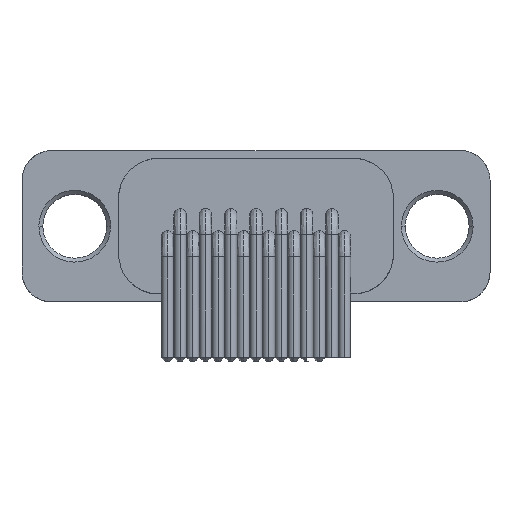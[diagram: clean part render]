
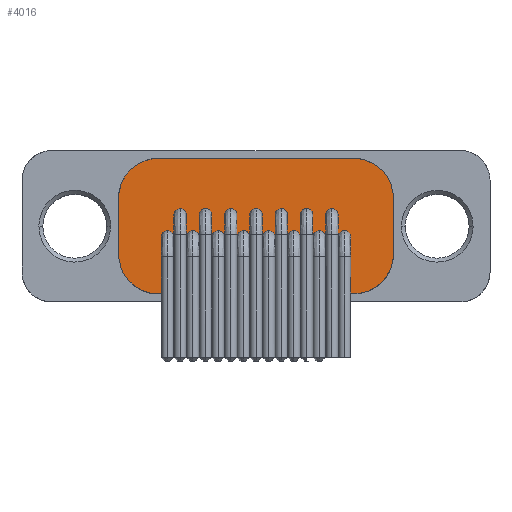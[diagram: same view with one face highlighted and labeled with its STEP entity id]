
A CAD part, top view. The second image highlights one B-rep face of the part: STEP entity #4016.
In plain terms, the highlighted face is planar.
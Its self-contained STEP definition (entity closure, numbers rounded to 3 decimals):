
#162 = CARTESIAN_POINT ( 'NONE',  ( -6.848, -3.6, 5.723 ) ) ;
#549 = B_SPLINE_CURVE_WITH_KNOTS ( 'NONE', 3,
 ( #13525, #2163, #14961, #4831 ),
 .UNSPECIFIED., .F., .F.,
 ( 4, 4 ),
 ( 0., 1. ),
 .UNSPECIFIED. ) ;
#624 = CARTESIAN_POINT ( 'NONE',  ( 5.91, -3.6, 6.946 ) ) ;
#666 = EDGE_LOOP ( 'NONE', ( #2715, #8843, #14571, #16890, #4742, #17361, #14878, #17409 ) ) ;
#802 = CARTESIAN_POINT ( 'NONE',  ( 4.9, -3.6, 7.2 ) ) ;
#849 = EDGE_CURVE ( 'NONE', #9923, #14634, #12341, .T. ) ;
#929 = VERTEX_POINT ( 'NONE', #17805 ) ;
#1089 = EDGE_CURVE ( 'NONE', #7044, #11134, #8441, .T. ) ;
#1416 = CARTESIAN_POINT ( 'NONE',  ( -6.9, -3.6, 5.2 ) ) ;
#1457 = EDGE_CURVE ( 'NONE', #3279, #11134, #15683, .T. ) ;
#2130 = EDGE_CURVE ( 'NONE', #929, #6677, #2140, .T. ) ;
#2140 = B_SPLINE_CURVE_WITH_KNOTS ( 'NONE', 3,
 ( #2621, #11590, #15974, #11409, #9289, #14731, #4891, #3272, #17881, #13584 ),
 .UNSPECIFIED., .F., .F.,
 ( 4, 2, 2, 2, 4 ),
 ( 0., 0.25, 0.5, 0.75, 1. ),
 .UNSPECIFIED. ) ;
#2163 = CARTESIAN_POINT ( 'NONE',  ( -6.9, -3.6, 4.267 ) ) ;
#2332 = CARTESIAN_POINT ( 'NONE',  ( -1.633, -3.6, 7.2 ) ) ;
#2621 = CARTESIAN_POINT ( 'NONE',  ( -6.9, -3.6, 2.4 ) ) ;
#2715 = ORIENTED_EDGE ( 'NONE', *, *, #11481, .T. ) ;
#3245 = CARTESIAN_POINT ( 'NONE',  ( 6.9, -3.6, 2.135 ) ) ;
#3272 = CARTESIAN_POINT ( 'NONE',  ( -5.421, -3.6, 0.451 ) ) ;
#3279 = VERTEX_POINT ( 'NONE', #16050 ) ;
#3785 = CARTESIAN_POINT ( 'NONE',  ( 4.9, -3.6, 7.2 ) ) ;
#3874 = DIRECTION ( 'NONE',  ( 0., -1., 0. ) ) ;
#4010 = EDGE_CURVE ( 'NONE', #14634, #7044, #18724, .T. ) ;
#4016 = ADVANCED_FACE ( 'NONE', ( #13810 ), #15532, .T. ) ;
#4025 = CARTESIAN_POINT ( 'NONE',  ( 6.502, -3.6, 1.173 ) ) ;
#4292 = CARTESIAN_POINT ( 'NONE',  ( -6.648, -3.6, 6.207 ) ) ;
#4695 = CARTESIAN_POINT ( 'NONE',  ( 4.9, -3.6, 0.4 ) ) ;
#4742 = ORIENTED_EDGE ( 'NONE', *, *, #1089, .T. ) ;
#4831 = CARTESIAN_POINT ( 'NONE',  ( -6.9, -3.6, 2.4 ) ) ;
#4891 = CARTESIAN_POINT ( 'NONE',  ( -5.91, -3.6, 0.654 ) ) ;
#5556 = CARTESIAN_POINT ( 'NONE',  ( -1.633, -3.6, 0.4 ) ) ;
#5679 = CARTESIAN_POINT ( 'NONE',  ( 6.9, -3.6, 5.2 ) ) ;
#6677 = VERTEX_POINT ( 'NONE', #15701 ) ;
#6917 = CARTESIAN_POINT ( 'NONE',  ( 6.9, -3.6, 4.267 ) ) ;
#7044 = VERTEX_POINT ( 'NONE', #13430 ) ;
#7512 = CARTESIAN_POINT ( 'NONE',  ( 6.9, -3.6, 5.2 ) ) ;
#7535 = CARTESIAN_POINT ( 'NONE',  ( -5.907, -3.6, 6.948 ) ) ;
#7777 = EDGE_CURVE ( 'NONE', #12310, #9923, #15130, .T. ) ;
#7990 = CARTESIAN_POINT ( 'NONE',  ( 0., -3.6, 3.8 ) ) ;
#8075 = CARTESIAN_POINT ( 'NONE',  ( 5.165, -3.6, 7.2 ) ) ;
#8135 = CARTESIAN_POINT ( 'NONE',  ( -4.9, -3.6, 0.4 ) ) ;
#8157 = CARTESIAN_POINT ( 'NONE',  ( 6.9, -3.6, 3.333 ) ) ;
#8262 = CARTESIAN_POINT ( 'NONE',  ( 6.501, -3.6, 6.427 ) ) ;
#8408 = CARTESIAN_POINT ( 'NONE',  ( 5.91, -3.6, 0.654 ) ) ;
#8441 = B_SPLINE_CURVE_WITH_KNOTS ( 'NONE', 3,
 ( #802, #9792, #2332, #15523 ),
 .UNSPECIFIED., .F., .F.,
 ( 4, 4 ),
 ( 0., 1. ),
 .UNSPECIFIED. ) ;
#8843 = ORIENTED_EDGE ( 'NONE', *, *, #7777, .T. ) ;
#8862 = CARTESIAN_POINT ( 'NONE',  ( -6.129, -3.6, 6.799 ) ) ;
#9289 = CARTESIAN_POINT ( 'NONE',  ( -6.501, -3.6, 1.173 ) ) ;
#9706 = CARTESIAN_POINT ( 'NONE',  ( 5.421, -3.6, 7.149 ) ) ;
#9792 = CARTESIAN_POINT ( 'NONE',  ( 1.633, -3.6, 7.2 ) ) ;
#9851 = CARTESIAN_POINT ( 'NONE',  ( 6.646, -3.6, 1.39 ) ) ;
#9923 = VERTEX_POINT ( 'NONE', #11137 ) ;
#10382 = CARTESIAN_POINT ( 'NONE',  ( 6.9, -3.6, 5.465 ) ) ;
#11134 = VERTEX_POINT ( 'NONE', #13987 ) ;
#11137 = CARTESIAN_POINT ( 'NONE',  ( 6.9, -3.6, 2.4 ) ) ;
#11278 = CARTESIAN_POINT ( 'NONE',  ( 4.9, -3.6, 0.4 ) ) ;
#11409 = CARTESIAN_POINT ( 'NONE',  ( -6.646, -3.6, 1.39 ) ) ;
#11481 = EDGE_CURVE ( 'NONE', #6677, #12310, #14511, .T. ) ;
#11539 = CARTESIAN_POINT ( 'NONE',  ( -6.499, -3.6, 6.429 ) ) ;
#11590 = CARTESIAN_POINT ( 'NONE',  ( -6.9, -3.6, 2.135 ) ) ;
#11926 = CARTESIAN_POINT ( 'NONE',  ( -4.9, -3.6, 7.2 ) ) ;
#12310 = VERTEX_POINT ( 'NONE', #4695 ) ;
#12341 = B_SPLINE_CURVE_WITH_KNOTS ( 'NONE', 3,
 ( #15796, #8157, #6917, #18564 ),
 .UNSPECIFIED., .F., .F.,
 ( 4, 4 ),
 ( 0., 1. ),
 .UNSPECIFIED. ) ;
#12525 = CARTESIAN_POINT ( 'NONE',  ( 4.9, -3.6, 0.4 ) ) ;
#12615 = CARTESIAN_POINT ( 'NONE',  ( 5.165, -3.6, 0.4 ) ) ;
#12715 = CARTESIAN_POINT ( 'NONE',  ( 5.421, -3.6, 0.451 ) ) ;
#13430 = CARTESIAN_POINT ( 'NONE',  ( 4.9, -3.6, 7.2 ) ) ;
#13525 = CARTESIAN_POINT ( 'NONE',  ( -6.9, -3.6, 5.2 ) ) ;
#13584 = CARTESIAN_POINT ( 'NONE',  ( -4.9, -3.6, 0.4 ) ) ;
#13810 = FACE_OUTER_BOUND ( 'NONE', #666, .T. ) ;
#13963 = CARTESIAN_POINT ( 'NONE',  ( 1.633, -3.6, 0.4 ) ) ;
#13987 = CARTESIAN_POINT ( 'NONE',  ( -4.9, -3.6, 7.2 ) ) ;
#14089 = CARTESIAN_POINT ( 'NONE',  ( 6.127, -3.6, 6.802 ) ) ;
#14222 = AXIS2_PLACEMENT_3D ( 'NONE', #7990, #3874, #16858 ) ;
#14511 = B_SPLINE_CURVE_WITH_KNOTS ( 'NONE', 3,
 ( #8135, #5556, #13963, #12525 ),
 .UNSPECIFIED., .F., .F.,
 ( 4, 4 ),
 ( 0., 1. ),
 .UNSPECIFIED. ) ;
#14571 = ORIENTED_EDGE ( 'NONE', *, *, #849, .T. ) ;
#14634 = VERTEX_POINT ( 'NONE', #5679 ) ;
#14684 = CARTESIAN_POINT ( 'NONE',  ( -5.162, -3.6, 7.2 ) ) ;
#14731 = CARTESIAN_POINT ( 'NONE',  ( -6.127, -3.6, 0.798 ) ) ;
#14785 = CARTESIAN_POINT ( 'NONE',  ( -6.9, -3.6, 5.462 ) ) ;
#14878 = ORIENTED_EDGE ( 'NONE', *, *, #17531, .T. ) ;
#14961 = CARTESIAN_POINT ( 'NONE',  ( -6.9, -3.6, 3.333 ) ) ;
#15130 = B_SPLINE_CURVE_WITH_KNOTS ( 'NONE', 3,
 ( #11278, #12615, #12715, #8408, #17106, #4025, #9851, #15674, #3245, #16031 ),
 .UNSPECIFIED., .F., .F.,
 ( 4, 2, 2, 2, 4 ),
 ( 0., 0.25, 0.5, 0.75, 1. ),
 .UNSPECIFIED. ) ;
#15523 = CARTESIAN_POINT ( 'NONE',  ( -4.9, -3.6, 7.2 ) ) ;
#15532 = PLANE ( 'NONE',  #14222 ) ;
#15674 = CARTESIAN_POINT ( 'NONE',  ( 6.849, -3.6, 1.879 ) ) ;
#15683 = B_SPLINE_CURVE_WITH_KNOTS ( 'NONE', 3,
 ( #1416, #14785, #162, #4292, #11539, #8862, #7535, #16211, #14684, #11926 ),
 .UNSPECIFIED., .F., .F.,
 ( 4, 2, 2, 2, 4 ),
 ( 0., 0.25, 0.5, 0.75, 1. ),
 .UNSPECIFIED. ) ;
#15701 = CARTESIAN_POINT ( 'NONE',  ( -4.9, -3.6, 0.4 ) ) ;
#15796 = CARTESIAN_POINT ( 'NONE',  ( 6.9, -3.6, 2.4 ) ) ;
#15974 = CARTESIAN_POINT ( 'NONE',  ( -6.849, -3.6, 1.879 ) ) ;
#16031 = CARTESIAN_POINT ( 'NONE',  ( 6.9, -3.6, 2.4 ) ) ;
#16050 = CARTESIAN_POINT ( 'NONE',  ( -6.9, -3.6, 5.2 ) ) ;
#16193 = CARTESIAN_POINT ( 'NONE',  ( 6.646, -3.6, 6.21 ) ) ;
#16211 = CARTESIAN_POINT ( 'NONE',  ( -5.423, -3.6, 7.148 ) ) ;
#16385 = CARTESIAN_POINT ( 'NONE',  ( 6.849, -3.6, 5.721 ) ) ;
#16858 = DIRECTION ( 'NONE',  ( 0., 0., 1. ) ) ;
#16890 = ORIENTED_EDGE ( 'NONE', *, *, #4010, .T. ) ;
#17106 = CARTESIAN_POINT ( 'NONE',  ( 6.127, -3.6, 0.799 ) ) ;
#17361 = ORIENTED_EDGE ( 'NONE', *, *, #1457, .F. ) ;
#17409 = ORIENTED_EDGE ( 'NONE', *, *, #2130, .T. ) ;
#17531 = EDGE_CURVE ( 'NONE', #3279, #929, #549, .T. ) ;
#17805 = CARTESIAN_POINT ( 'NONE',  ( -6.9, -3.6, 2.4 ) ) ;
#17881 = CARTESIAN_POINT ( 'NONE',  ( -5.165, -3.6, 0.4 ) ) ;
#18564 = CARTESIAN_POINT ( 'NONE',  ( 6.9, -3.6, 5.2 ) ) ;
#18724 = B_SPLINE_CURVE_WITH_KNOTS ( 'NONE', 3,
 ( #7512, #10382, #16385, #16193, #8262, #14089, #624, #9706, #8075, #3785 ),
 .UNSPECIFIED., .F., .F.,
 ( 4, 2, 2, 2, 4 ),
 ( 0., 0.25, 0.5, 0.75, 1. ),
 .UNSPECIFIED. ) ;
